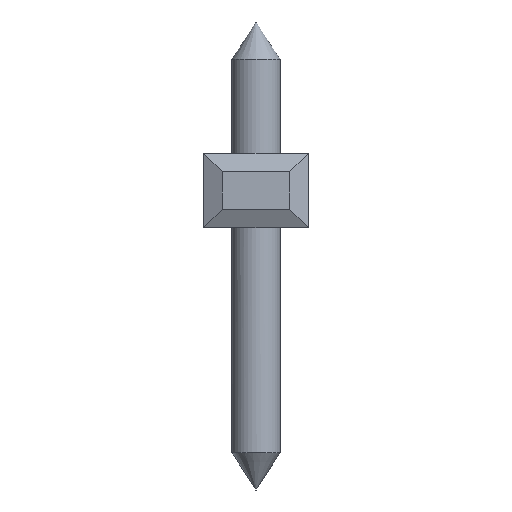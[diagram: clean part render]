
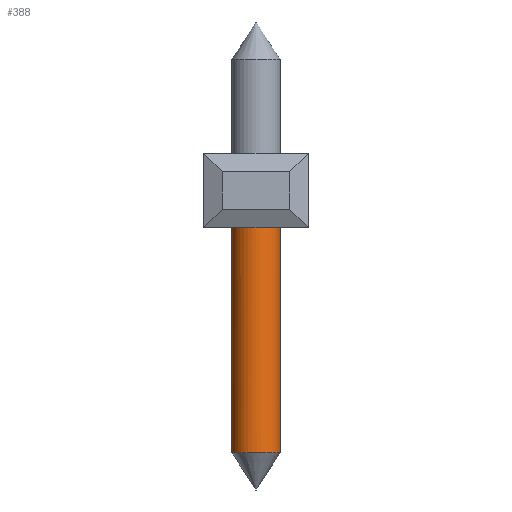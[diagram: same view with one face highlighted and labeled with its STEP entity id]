
A CAD part, left-side view. The second image highlights one B-rep face of the part: STEP entity #388.
In plain terms, the highlighted cylindrical face has radius 0.65 mm (diameter 1.3 mm), a full revolution.
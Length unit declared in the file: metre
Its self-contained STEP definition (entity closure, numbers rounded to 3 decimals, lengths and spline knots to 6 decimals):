
#388=ADVANCED_FACE('',(#799,#800),#801,.T.);
#799=FACE_OUTER_BOUND('',#1202,.T.);
#800=FACE_OUTER_BOUND('',#1203,.T.);
#801=CYLINDRICAL_SURFACE('',#1204,0.00065);
#1202=EDGE_LOOP('',(#2227));
#1203=EDGE_LOOP('',(#2228));
#1204=AXIS2_PLACEMENT_3D('',#2229,#2230,#2231);
#2227=ORIENTED_EDGE('',*,*,#2547,.F.);
#2228=ORIENTED_EDGE('',*,*,#2267,.F.);
#2229=CARTESIAN_POINT('',(-0.00435,-0.03326,0.0025));
#2230=DIRECTION('',(0.0,0.,-1.0));
#2231=DIRECTION('',(-1.0,0.0,0.0));
#2267=EDGE_CURVE('',#2668,#2668,#2669,.T.);
#2547=EDGE_CURVE('',#3071,#3071,#3072,.T.);
#2668=VERTEX_POINT('',#3218);
#2669=CIRCLE('',#3219,0.00065);
#3071=VERTEX_POINT('',#3816);
#3072=CIRCLE('',#3817,0.00065);
#3218=CARTESIAN_POINT('',(-0.00396,-0.03274,-0.008));
#3219=AXIS2_PLACEMENT_3D('',#4011,#4012,#4013);
#3816=CARTESIAN_POINT('',(-0.00435,-0.03391,-0.0018));
#3817=AXIS2_PLACEMENT_3D('',#4221,#4222,#4223);
#4011=CARTESIAN_POINT('',(-0.00435,-0.03326,-0.008));
#4012=DIRECTION('',(0.,0.,-1.0));
#4013=DIRECTION('',(0.6,0.8,0.));
#4221=CARTESIAN_POINT('',(-0.00435,-0.03326,-0.0018));
#4222=DIRECTION('',(0.0,0.,1.0));
#4223=DIRECTION('',(0.0,-1.0,0.));
